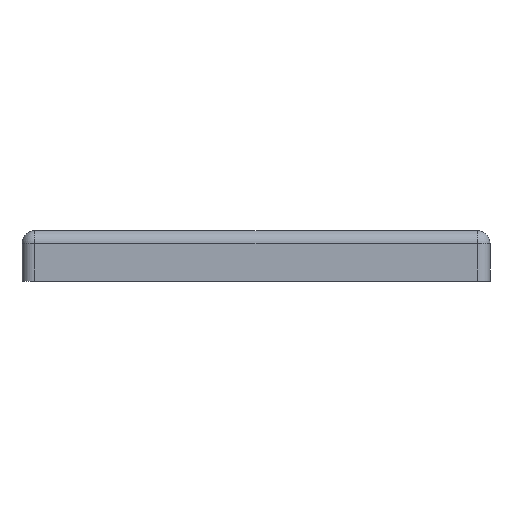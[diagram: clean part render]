
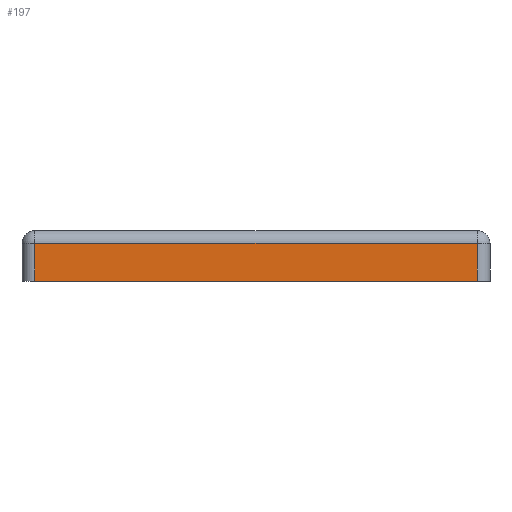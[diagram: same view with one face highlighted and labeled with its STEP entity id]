
A CAD part, front view. The second image highlights one B-rep face of the part: STEP entity #197.
In plain terms, the highlighted planar face has unit normal (0, -1, 0).
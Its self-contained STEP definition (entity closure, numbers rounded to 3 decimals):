
#197=ADVANCED_FACE('',(#794),#796,.T.);
#794=FACE_BOUND('',#795,.T.);
#795=EDGE_LOOP('',(#1540,#1541,#1542,#1543));
#796=PLANE('',#797);
#797=AXIS2_PLACEMENT_3D('',#798,#799,#800);
#798=CARTESIAN_POINT('',(-92.5,-92.5,0.));
#799=DIRECTION('',(0.,-1.,0.));
#800=DIRECTION('',(1.,0.,0.));
#1540=ORIENTED_EDGE('',*,*,#1862,.F.);
#1541=ORIENTED_EDGE('',*,*,#1863,.F.);
#1542=ORIENTED_EDGE('',*,*,#1800,.T.);
#1543=ORIENTED_EDGE('',*,*,#1864,.T.);
#1800=EDGE_CURVE('',#1982,#1994,#1996,.T.);
#1862=EDGE_CURVE('',#2105,#2106,#2107,.T.);
#1863=EDGE_CURVE('',#1982,#2105,#2108,.T.);
#1864=EDGE_CURVE('',#1994,#2106,#2109,.T.);
#1982=VERTEX_POINT('',#2291);
#1994=VERTEX_POINT('',#2318);
#1996=LINE('',#2323,#2324);
#2105=VERTEX_POINT('',#2573);
#2106=VERTEX_POINT('',#2574);
#2107=LINE('',#2575,#2576);
#2108=LINE('',#2578,#2579);
#2109=LINE('',#2581,#2582);
#2291=CARTESIAN_POINT('',(-87.5,-92.5,0.));
#2318=CARTESIAN_POINT('',(87.5,-92.5,0.));
#2323=CARTESIAN_POINT('',(-87.5,-92.5,0.));
#2324=VECTOR('',#2325,1.);
#2325=DIRECTION('',(1.,0.,0.));
#2573=CARTESIAN_POINT('',(-87.5,-92.5,15.));
#2574=CARTESIAN_POINT('',(87.5,-92.5,15.));
#2575=CARTESIAN_POINT('',(-87.5,-92.5,15.));
#2576=VECTOR('',#2577,1.);
#2577=DIRECTION('',(1.,0.,0.));
#2578=CARTESIAN_POINT('',(-87.5,-92.5,0.));
#2579=VECTOR('',#2580,1.);
#2580=DIRECTION('',(0.,0.,1.));
#2581=CARTESIAN_POINT('',(87.5,-92.5,0.));
#2582=VECTOR('',#2583,1.);
#2583=DIRECTION('',(0.,0.,1.));
